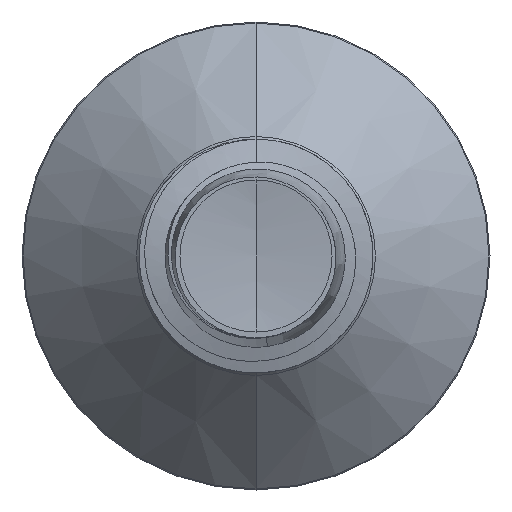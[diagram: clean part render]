
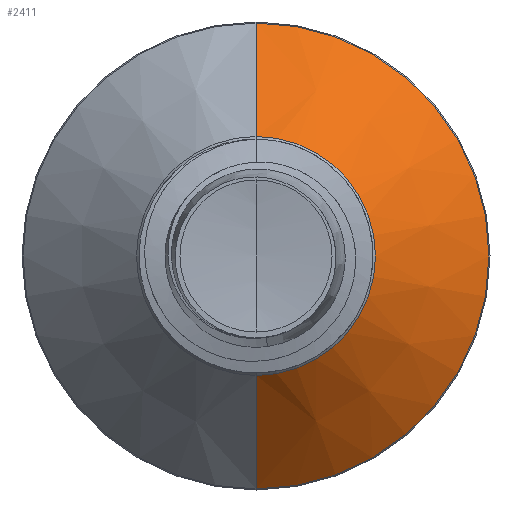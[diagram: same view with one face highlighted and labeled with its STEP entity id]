
A CAD part, front view. The second image highlights one B-rep face of the part: STEP entity #2411.
In plain terms, the highlighted conical face has half-angle 45 degrees and reference radius 2.042 mm.
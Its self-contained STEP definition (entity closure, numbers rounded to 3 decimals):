
#410 = ORIENTED_EDGE ( 'NONE', *, *, #9588, .T. ) ;
#457 = ORIENTED_EDGE ( 'NONE', *, *, #3529, .F. ) ;
#789 = VERTEX_POINT ( 'NONE', #2158 ) ;
#1282 = VERTEX_POINT ( 'NONE', #9750 ) ;
#1574 = FACE_OUTER_BOUND ( 'NONE', #6561, .T. ) ;
#2031 = VERTEX_POINT ( 'NONE', #8398 ) ;
#2140 = AXIS2_PLACEMENT_3D ( 'NONE', #6147, #5347, #4435 ) ;
#2158 = CARTESIAN_POINT ( 'NONE',  ( 0., 2.342, 2.042 ) ) ;
#2224 = ORIENTED_EDGE ( 'NONE', *, *, #2904, .T. ) ;
#2411 = ADVANCED_FACE ( 'NONE', ( #1574 ), #10669, .T. ) ;
#2608 = CIRCLE ( 'NONE', #3156, 3.982 ) ;
#2776 = DIRECTION ( 'NONE',  ( 0., 0.707, 0.707 ) ) ;
#2904 = EDGE_CURVE ( 'NONE', #789, #6386, #6239, .T. ) ;
#3156 = AXIS2_PLACEMENT_3D ( 'NONE', #9774, #4402, #10648 ) ;
#3529 = EDGE_CURVE ( 'NONE', #2031, #1282, #2608, .T. ) ;
#3805 = LINE ( 'NONE', #8256, #10659 ) ;
#3980 = CARTESIAN_POINT ( 'NONE',  ( 0., 2.342, -2.042 ) ) ;
#4402 = DIRECTION ( 'NONE',  ( 0., 1., 0. ) ) ;
#4435 = DIRECTION ( 'NONE',  ( 0., 0., 1. ) ) ;
#4754 = DIRECTION ( 'NONE',  ( 0., 1., 0. ) ) ;
#5347 = DIRECTION ( 'NONE',  ( 0., 1., 0. ) ) ;
#5787 = EDGE_CURVE ( 'NONE', #789, #2031, #3805, .T. ) ;
#6147 = CARTESIAN_POINT ( 'NONE',  ( 0., 2.342, 0. ) ) ;
#6239 = CIRCLE ( 'NONE', #10642, 2.042 ) ;
#6386 = VERTEX_POINT ( 'NONE', #6849 ) ;
#6561 = EDGE_LOOP ( 'NONE', ( #2224, #410, #457, #6720 ) ) ;
#6720 = ORIENTED_EDGE ( 'NONE', *, *, #5787, .F. ) ;
#6849 = CARTESIAN_POINT ( 'NONE',  ( 0., 2.342, -2.042 ) ) ;
#8256 = CARTESIAN_POINT ( 'NONE',  ( 0., 2.342, 2.042 ) ) ;
#8398 = CARTESIAN_POINT ( 'NONE',  ( 0., 4.282, 3.982 ) ) ;
#9013 = LINE ( 'NONE', #3980, #11313 ) ;
#9588 = EDGE_CURVE ( 'NONE', #6386, #1282, #9013, .T. ) ;
#9750 = CARTESIAN_POINT ( 'NONE',  ( 0., 4.282, -3.982 ) ) ;
#9774 = CARTESIAN_POINT ( 'NONE',  ( 0., 4.282, 0. ) ) ;
#10120 = CARTESIAN_POINT ( 'NONE',  ( 0., 2.342, 0. ) ) ;
#10246 = DIRECTION ( 'NONE',  ( 0., 0.707, -0.707 ) ) ;
#10642 = AXIS2_PLACEMENT_3D ( 'NONE', #10120, #4754, #10995 ) ;
#10648 = DIRECTION ( 'NONE',  ( 0., 0., 1. ) ) ;
#10659 = VECTOR ( 'NONE', #2776, 1000. ) ;
#10669 = CONICAL_SURFACE ( 'NONE', #2140, 2.042, 0.785 ) ;
#10995 = DIRECTION ( 'NONE',  ( 0., 0., 1. ) ) ;
#11313 = VECTOR ( 'NONE', #10246, 1000. ) ;
